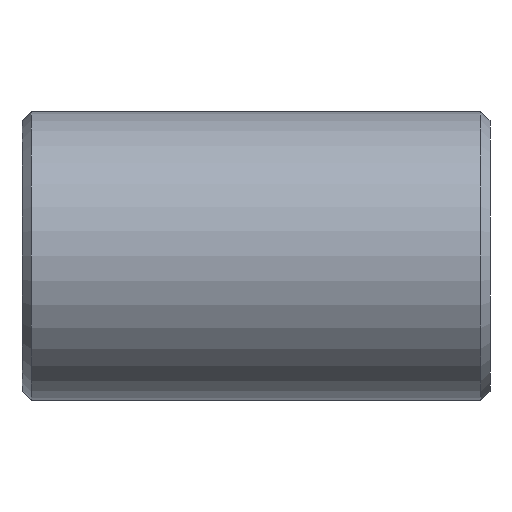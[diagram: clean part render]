
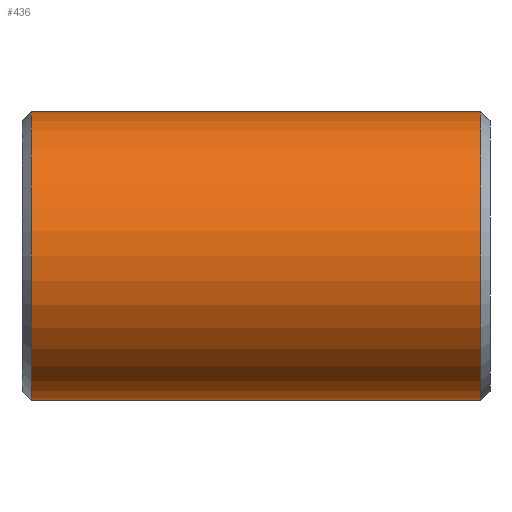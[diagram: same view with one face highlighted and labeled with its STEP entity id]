
A CAD part, front view. The second image highlights one B-rep face of the part: STEP entity #436.
In plain terms, the highlighted cylindrical face has radius 109.537 mm (diameter 219.075 mm), a partial arc.
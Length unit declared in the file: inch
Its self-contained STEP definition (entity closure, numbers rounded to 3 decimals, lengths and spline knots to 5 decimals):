
#5 = LINE ( 'NONE', #815, #130 ) ;
#29 = CARTESIAN_POINT ( 'NONE',  ( -6.72933, 0., -4.3125 ) ) ;
#35 = DIRECTION ( 'NONE',  ( 0., 0., 1. ) ) ;
#50 = DIRECTION ( 'NONE',  ( -1., 0., 0. ) ) ;
#54 = CARTESIAN_POINT ( 'NONE',  ( 6.72933, 0., 4.3125 ) ) ;
#58 = CARTESIAN_POINT ( 'NONE',  ( 7., 0., 0. ) ) ;
#63 = ORIENTED_EDGE ( 'NONE', *, *, #508, .T. ) ;
#70 = FACE_OUTER_BOUND ( 'NONE', #893, .T. ) ;
#92 = EDGE_CURVE ( 'NONE', #629, #686, #311, .T. ) ;
#118 = EDGE_CURVE ( 'NONE', #728, #686, #270, .T. ) ;
#130 = VECTOR ( 'NONE', #50, 39.37008 ) ;
#153 = ORIENTED_EDGE ( 'NONE', *, *, #596, .T. ) ;
#173 = DIRECTION ( 'NONE',  ( -1., 0., 0. ) ) ;
#181 = ORIENTED_EDGE ( 'NONE', *, *, #118, .T. ) ;
#203 = DIRECTION ( 'NONE',  ( 0., 0., -1. ) ) ;
#270 = CIRCLE ( 'NONE', #673, 4.3125 ) ;
#311 = LINE ( 'NONE', #523, #730 ) ;
#322 = CARTESIAN_POINT ( 'NONE',  ( -6.72933, 0., 0. ) ) ;
#325 = CARTESIAN_POINT ( 'NONE',  ( -6.72933, 0., 4.3125 ) ) ;
#341 = ORIENTED_EDGE ( 'NONE', *, *, #92, .F. ) ;
#351 = CIRCLE ( 'NONE', #865, 4.3125 ) ;
#352 = DIRECTION ( 'NONE',  ( -1., 0., 0. ) ) ;
#436 = ADVANCED_FACE ( 'NONE', ( #70 ), #887, .T. ) ;
#507 = CARTESIAN_POINT ( 'NONE',  ( 6.72933, 0., -4.3125 ) ) ;
#508 = EDGE_CURVE ( 'NONE', #629, #753, #351, .T. ) ;
#523 = CARTESIAN_POINT ( 'NONE',  ( 7., 0., -4.3125 ) ) ;
#532 = DIRECTION ( 'NONE',  ( 1., 0., 0. ) ) ;
#551 = CARTESIAN_POINT ( 'NONE',  ( 6.72933, 0., 0. ) ) ;
#596 = EDGE_CURVE ( 'NONE', #753, #728, #5, .T. ) ;
#629 = VERTEX_POINT ( 'NONE', #507 ) ;
#666 = AXIS2_PLACEMENT_3D ( 'NONE', #58, #881, #896 ) ;
#673 = AXIS2_PLACEMENT_3D ( 'NONE', #322, #532, #35 ) ;
#686 = VERTEX_POINT ( 'NONE', #29 ) ;
#728 = VERTEX_POINT ( 'NONE', #325 ) ;
#730 = VECTOR ( 'NONE', #173, 39.37008 ) ;
#753 = VERTEX_POINT ( 'NONE', #54 ) ;
#815 = CARTESIAN_POINT ( 'NONE',  ( 7., 0., 4.3125 ) ) ;
#865 = AXIS2_PLACEMENT_3D ( 'NONE', #551, #352, #203 ) ;
#881 = DIRECTION ( 'NONE',  ( -1., 0., 0. ) ) ;
#887 = CYLINDRICAL_SURFACE ( 'NONE', #666, 4.3125 ) ;
#893 = EDGE_LOOP ( 'NONE', ( #341, #63, #153, #181 ) ) ;
#896 = DIRECTION ( 'NONE',  ( 0., 0., 1. ) ) ;
